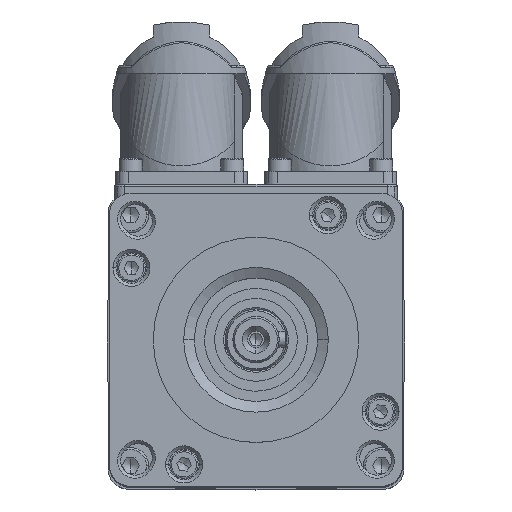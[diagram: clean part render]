
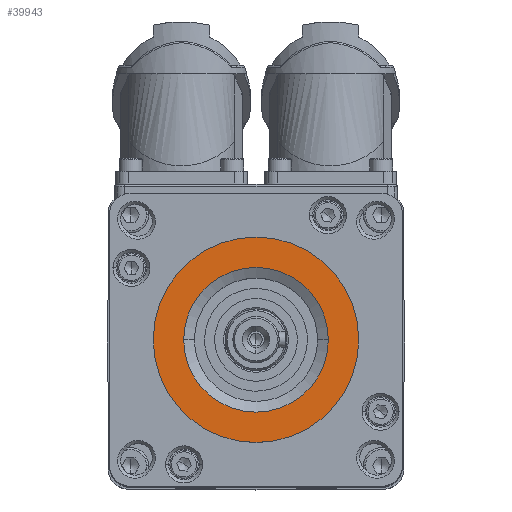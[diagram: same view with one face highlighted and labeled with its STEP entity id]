
A CAD part, top view. The second image highlights one B-rep face of the part: STEP entity #39943.
In plain terms, the highlighted planar face has unit normal (0, 0, 1).
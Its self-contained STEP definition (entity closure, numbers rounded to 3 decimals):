
#9557=CARTESIAN_POINT('',(-20.,28.5,100.0));
#9558=VERTEX_POINT('',#9557);
#9574=CARTESIAN_POINT('',(20.,28.5,100.0));
#9575=VERTEX_POINT('',#9574);
#9582=CARTESIAN_POINT('',(0.,28.5,100.0));
#9583=DIRECTION('',(0.0,0.0,-1.0));
#9584=DIRECTION('',(-1.0,0.0,0.0));
#9585=AXIS2_PLACEMENT_3D('',#9582,#9583,#9584);
#9586=CIRCLE('',#9585,20.0);
#9587=EDGE_CURVE('',#9575,#9558,#9586,.T.);
#9639=CARTESIAN_POINT('',(-14.078,28.5,100.0));
#9640=VERTEX_POINT('',#9639);
#9654=CARTESIAN_POINT('',(14.078,28.5,100.0));
#9655=VERTEX_POINT('',#9654);
#9662=CARTESIAN_POINT('',(0.,28.5,100.0));
#9663=DIRECTION('',(0.0,0.0,1.0));
#9664=DIRECTION('',(-1.0,0.0,0.0));
#9665=AXIS2_PLACEMENT_3D('',#9662,#9663,#9664);
#9666=CIRCLE('',#9665,14.078);
#9667=EDGE_CURVE('',#9655,#9640,#9666,.T.);
#39900=CARTESIAN_POINT('',(0.,28.5,100.0));
#39901=DIRECTION('',(0.0,0.0,1.0));
#39902=DIRECTION('',(-1.0,0.0,0.0));
#39903=AXIS2_PLACEMENT_3D('',#39900,#39901,#39902);
#39904=CIRCLE('',#39903,14.078);
#39905=EDGE_CURVE('',#9640,#9655,#39904,.T.);
#39924=CARTESIAN_POINT('',(0.,28.5,100.0));
#39925=DIRECTION('',(0.0,0.0,-1.0));
#39926=DIRECTION('',(-1.0,0.0,0.0));
#39927=AXIS2_PLACEMENT_3D('',#39924,#39925,#39926);
#39928=PLANE('',#39927);
#39929=ORIENTED_EDGE('',*,*,#9587,.F.);
#39930=CARTESIAN_POINT('',(0.,28.5,100.0));
#39931=DIRECTION('',(0.0,0.0,-1.0));
#39932=DIRECTION('',(-1.0,0.0,0.0));
#39933=AXIS2_PLACEMENT_3D('',#39930,#39931,#39932);
#39934=CIRCLE('',#39933,20.0);
#39935=EDGE_CURVE('',#9558,#9575,#39934,.T.);
#39936=ORIENTED_EDGE('',*,*,#39935,.F.);
#39937=EDGE_LOOP('',(#39929,#39936));
#39938=FACE_OUTER_BOUND('',#39937,.T.);
#39939=ORIENTED_EDGE('',*,*,#9667,.F.);
#39940=ORIENTED_EDGE('',*,*,#39905,.F.);
#39941=EDGE_LOOP('',(#39939,#39940));
#39942=FACE_BOUND('',#39941,.T.);
#39943=ADVANCED_FACE('',(#39938,#39942),#39928,.F.);
